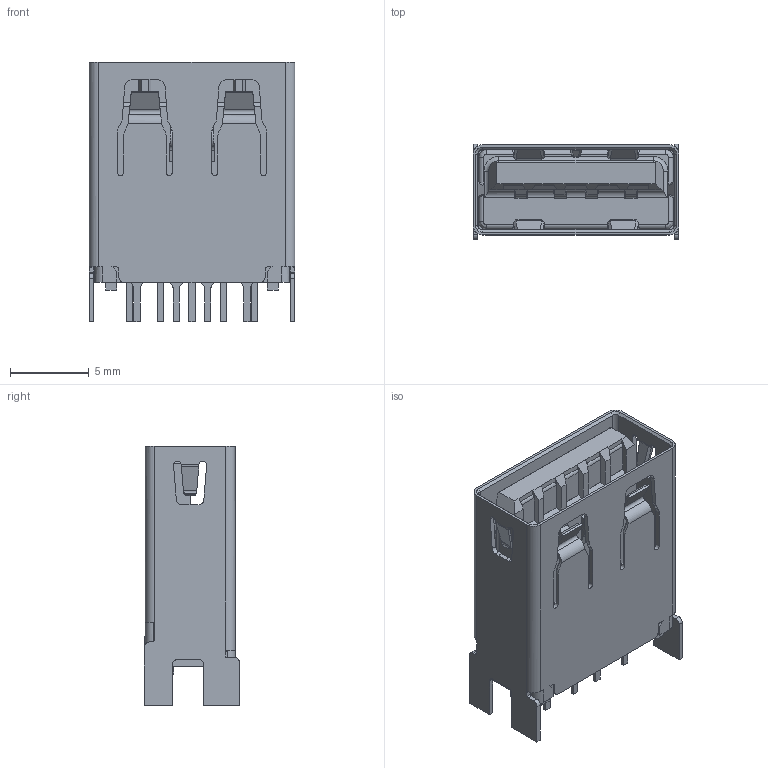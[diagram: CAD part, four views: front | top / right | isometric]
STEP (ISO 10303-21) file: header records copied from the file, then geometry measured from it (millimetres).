
FILE_DESCRIPTION((''),'2;1');
FILE_NAME('C-2438987-1','2023-06-28T03:16:21',('workeradm'),('TE Connectivity Ltd.'),'CREO PARAMETRIC BY PTC INC, 2021072','CREO PARAMETRIC BY PTC INC, 2021072','');
FILE_SCHEMA(('AUTOMOTIVE_DESIGN { 1 0 10303 214 1 1 1 1 }'));
Length unit declared in the file: millimetre
Products named in the file (1): C-2438987-1
Bounding box: 13.1 x 6.06 x 16.5 mm (x, y, z)
Volume: 568.3 mm3; surface area: 1522.4 mm2
Topology: 1 solids, 1 shells, 764 faces, 2044 edges, 1299 vertices
Faces by surface type: plane 425, cylinder 195, bspline 112, cone 28, torus 4
Entity records: 28573 total; most frequent: CARTESIAN_POINT 10144, ORIENTED_EDGE 4088, DIRECTION 3319, EDGE_CURVE 2044, VECTOR 1343, LINE 1343, VERTEX_POINT 1299, AXIS2_PLACEMENT_3D 988
